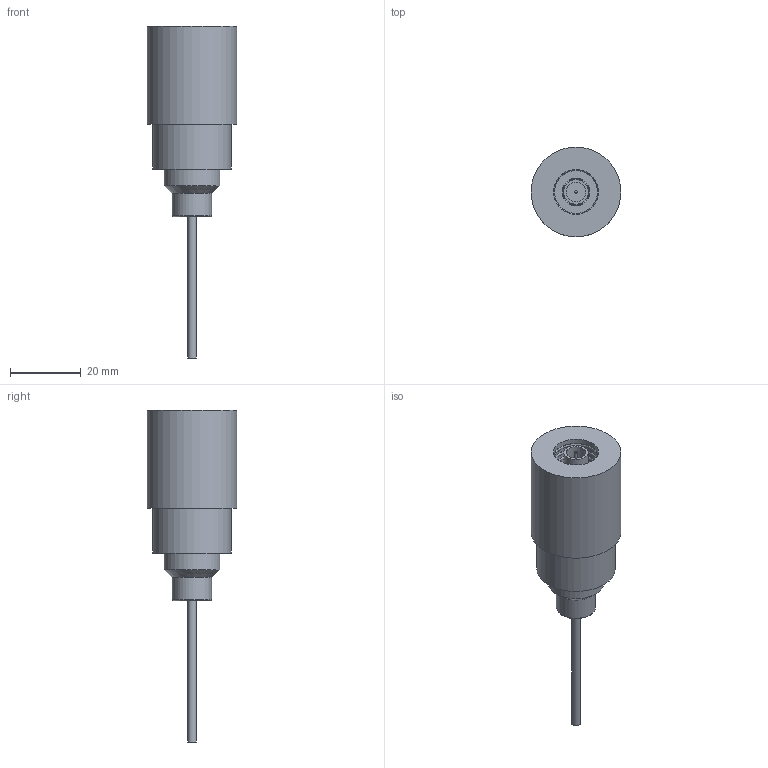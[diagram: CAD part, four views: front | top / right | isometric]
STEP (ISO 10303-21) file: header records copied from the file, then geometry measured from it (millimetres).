
FILE_DESCRIPTION(/* description */ (''),/* implementation_level */ '2;1');
FILE_NAME(/* name */ 'HF75CXOMF.stp',/* time_stamp */ '2022-05-11T13:30:17+02:00',/* author */ ('sh'),/* organization */ (''),/* preprocessor_version */ 'ST-DEVELOPER v17',/* originating_system */ 'Autodesk Inventor 2019',/* authorisation */ '');
FILE_SCHEMA (('AUTOMOTIVE_DESIGN { 1 0 10303 214 3 1 1 }'));
Length unit declared in the file: millimetre
Products named in the file (1): HF75CXOMF
Bounding box: 25.4 x 25.4 x 93.97 mm (x, y, z)
Volume: 23341.3 mm3; surface area: 7746.6 mm2
Topology: 3 solids, 3 shells, 66 faces, 166 edges, 121 vertices
Faces by surface type: cylinder 25, plane 21, torus 17, cone 3
Full cylindrical faces by diameter (mm): 0.762 x1, 2.54 x1, 2.845 x1, 3.759 x1, 5.588 x1, 6.858 x1, 6.909 x1, 6.96 x1, 7.493 x1, 7.874 x2, 7.925 x1, 7.95 x1, 8.484 x1, 11.1 x1, 12.7 x5, 15.824 x1, 15.875 x1, 17.475 x1, 22.174 x1, 25.4 x1
Entity records: 2263 total; most frequent: DIRECTION 438, CARTESIAN_POINT 354, ORIENTED_EDGE 332, AXIS2_PLACEMENT_3D 205, EDGE_CURVE 166, CIRCLE 138, VERTEX_POINT 121, EDGE_LOOP 83
